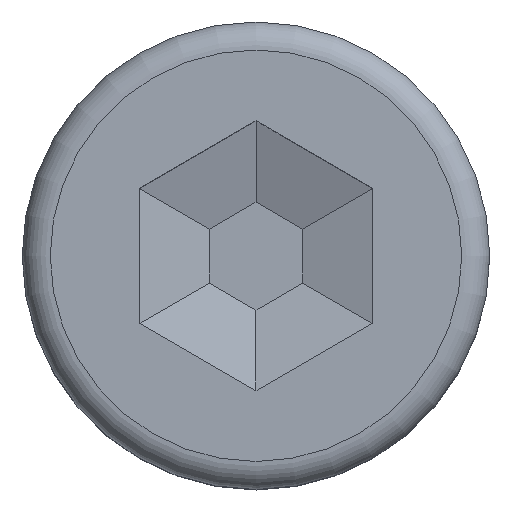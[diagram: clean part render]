
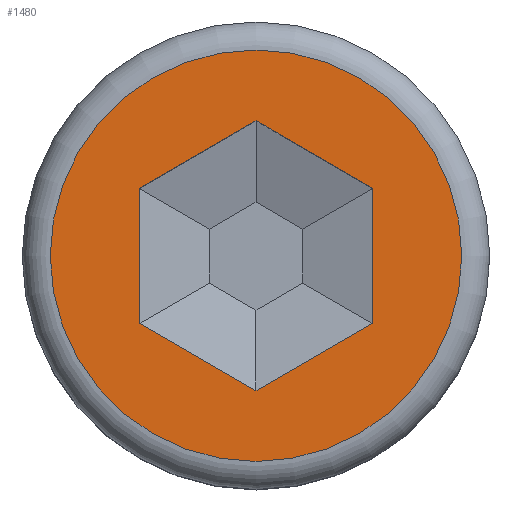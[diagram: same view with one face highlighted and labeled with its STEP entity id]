
A CAD part, top view. The second image highlights one B-rep face of the part: STEP entity #1480.
In plain terms, the highlighted planar face has unit normal (0, 0, 1).
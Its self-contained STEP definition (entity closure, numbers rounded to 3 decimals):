
#15=FACE_BOUND('',#186,.T.);
#19=PLANE('',#1582);
#103=FACE_OUTER_BOUND('',#185,.T.);
#185=EDGE_LOOP('',(#1284));
#186=EDGE_LOOP('',(#1285,#1286,#1287,#1288,#1289,#1290));
#206=CIRCLE('',#1577,2.2);
#399=LINE('',#6006,#490);
#400=LINE('',#6008,#491);
#401=LINE('',#6010,#492);
#402=LINE('',#6012,#493);
#403=LINE('',#6014,#494);
#404=LINE('',#6015,#495);
#490=VECTOR('',#1808,10.);
#491=VECTOR('',#1809,10.);
#492=VECTOR('',#1810,10.);
#493=VECTOR('',#1811,10.);
#494=VECTOR('',#1812,10.);
#495=VECTOR('',#1813,10.);
#648=VERTEX_POINT('',#5994);
#651=VERTEX_POINT('',#6004);
#652=VERTEX_POINT('',#6005);
#653=VERTEX_POINT('',#6007);
#654=VERTEX_POINT('',#6009);
#655=VERTEX_POINT('',#6011);
#656=VERTEX_POINT('',#6013);
#861=EDGE_CURVE('',#648,#648,#206,.T.);
#866=EDGE_CURVE('',#651,#652,#399,.T.);
#867=EDGE_CURVE('',#652,#653,#400,.T.);
#868=EDGE_CURVE('',#653,#654,#401,.T.);
#869=EDGE_CURVE('',#654,#655,#402,.T.);
#870=EDGE_CURVE('',#655,#656,#403,.T.);
#871=EDGE_CURVE('',#656,#651,#404,.T.);
#1284=ORIENTED_EDGE('',*,*,#861,.F.);
#1285=ORIENTED_EDGE('',*,*,#866,.T.);
#1286=ORIENTED_EDGE('',*,*,#867,.T.);
#1287=ORIENTED_EDGE('',*,*,#868,.T.);
#1288=ORIENTED_EDGE('',*,*,#869,.T.);
#1289=ORIENTED_EDGE('',*,*,#870,.T.);
#1290=ORIENTED_EDGE('',*,*,#871,.T.);
#1480=ADVANCED_FACE('',(#103,#15),#19,.T.);
#1577=AXIS2_PLACEMENT_3D('',#5995,#1795,#1796);
#1582=AXIS2_PLACEMENT_3D('',#6003,#1806,#1807);
#1795=DIRECTION('center_axis',(0.,0.,-1.));
#1796=DIRECTION('ref_axis',(1.,0.,0.));
#1806=DIRECTION('center_axis',(0.,0.,1.));
#1807=DIRECTION('ref_axis',(1.,0.,0.));
#1808=DIRECTION('',(0.,-1.,0.));
#1809=DIRECTION('',(-0.866,-0.5,0.));
#1810=DIRECTION('',(-0.866,0.5,0.));
#1811=DIRECTION('',(0.,1.,0.));
#1812=DIRECTION('',(0.866,0.5,0.));
#1813=DIRECTION('',(0.866,-0.5,0.));
#5994=CARTESIAN_POINT('',(-2.2,0.,0.));
#5995=CARTESIAN_POINT('Origin',(0.,0.,0.));
#6003=CARTESIAN_POINT('Origin',(0.,0.,0.));
#6004=CARTESIAN_POINT('',(1.25,0.722,0.));
#6005=CARTESIAN_POINT('',(1.25,-0.722,0.));
#6006=CARTESIAN_POINT('',(1.25,-0.722,0.));
#6007=CARTESIAN_POINT('',(0.,-1.443,0.));
#6008=CARTESIAN_POINT('',(0.,-1.443,0.));
#6009=CARTESIAN_POINT('',(-1.25,-0.722,0.));
#6010=CARTESIAN_POINT('',(-1.25,-0.722,0.));
#6011=CARTESIAN_POINT('',(-1.25,0.722,0.));
#6012=CARTESIAN_POINT('',(-1.25,0.722,0.));
#6013=CARTESIAN_POINT('',(0.,1.443,0.));
#6014=CARTESIAN_POINT('',(0.,1.443,0.));
#6015=CARTESIAN_POINT('',(1.25,0.722,0.));
